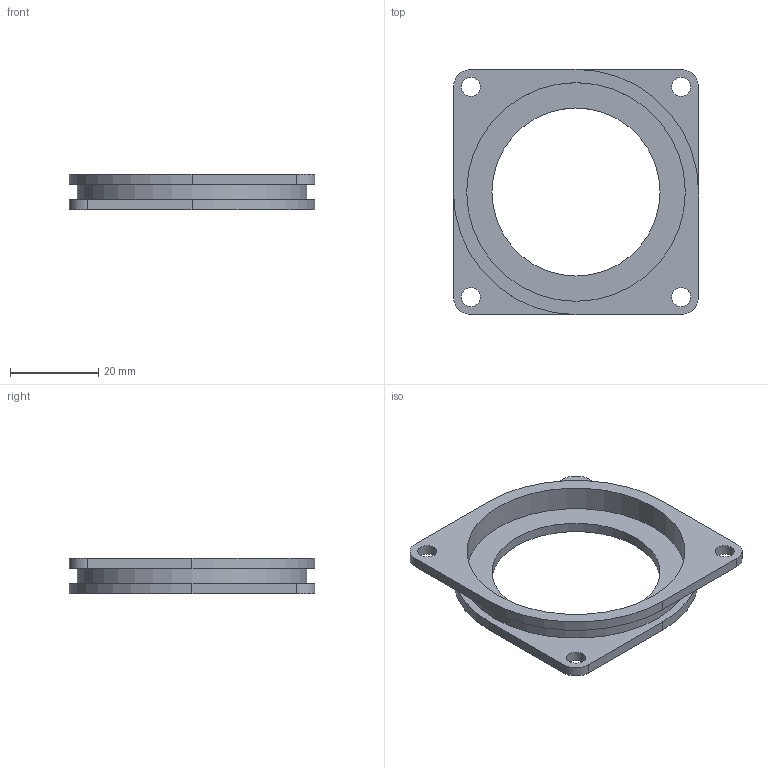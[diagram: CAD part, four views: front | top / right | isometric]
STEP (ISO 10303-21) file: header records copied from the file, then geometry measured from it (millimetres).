
FILE_DESCRIPTION(/* description */ (''),/* implementation_level */ '2;1');
FILE_NAME(/* name */ 'NEMA 23 Damper.step',/* time_stamp */ '2019-12-03T19:47:29-06:00',/* author */ (''),/* organization */ (''),/* preprocessor_version */ 'ST-DEVELOPER v18',/* originating_system */ 'Autodesk Translation Framework v8.12.0.6',/* authorisation */ '');
FILE_SCHEMA (('AUTOMOTIVE_DESIGN { 1 0 10303 214 3 1 1 }'));
Length unit declared in the file: millimetre
Products named in the file (1): NEMA 23 Damper
Bounding box: 55.45 x 55.45 x 8 mm (x, y, z)
Volume: 6112.1 mm3; surface area: 7062.3 mm2
Topology: 1 solids, 1 shells, 28 faces, 69 edges, 46 vertices
Faces by surface type: cylinder 15, plane 13
Full cylindrical faces by diameter (mm): 4.3 x4, 38 x1, 49.45 x1, 51.95 x1
Entity records: 896 total; most frequent: DIRECTION 157, CARTESIAN_POINT 144, ORIENTED_EDGE 138, EDGE_CURVE 69, AXIS2_PLACEMENT_3D 59, VERTEX_POINT 46, EDGE_LOOP 41, LINE 39
